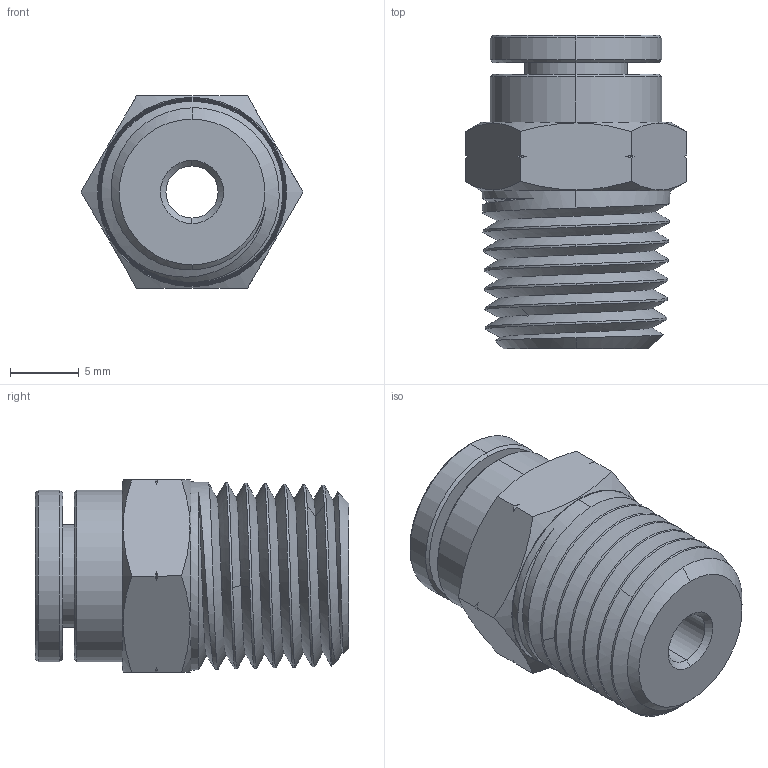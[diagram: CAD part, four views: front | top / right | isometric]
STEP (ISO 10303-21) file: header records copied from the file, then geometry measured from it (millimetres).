
FILE_DESCRIPTION (( 'STEP AP203' ), '1' );
FILE_NAME ('MCS3-16N1-4W.STEP', '2016-10-20T19:08:15', ( '' ), ( '' ), 'SwSTEP 2.0', 'SolidWorks 2016', '' );
FILE_SCHEMA (( 'CONFIG_CONTROL_DESIGN' ));
Products named in the file (1): MCS3-16N1-4W
Bounding box: 16.17 x 22.84 x 14 mm (x, y, z)
Volume: 2392.6 mm3; surface area: 3406.2 mm2
Topology: 6 solids, 6 shells, 348 faces, 954 edges, 623 vertices
Faces by surface type: cone 144, plane 115, cylinder 60, bspline 29
Entity records: 48625 total; most frequent: CARTESIAN_POINT 40342, ORIENTED_EDGE 1908, DIRECTION 1483, EDGE_CURVE 954, VERTEX_POINT 623, AXIS2_PLACEMENT_3D 618, B_SPLINE_CURVE_WITH_KNOTS 409, EDGE_LOOP 365
